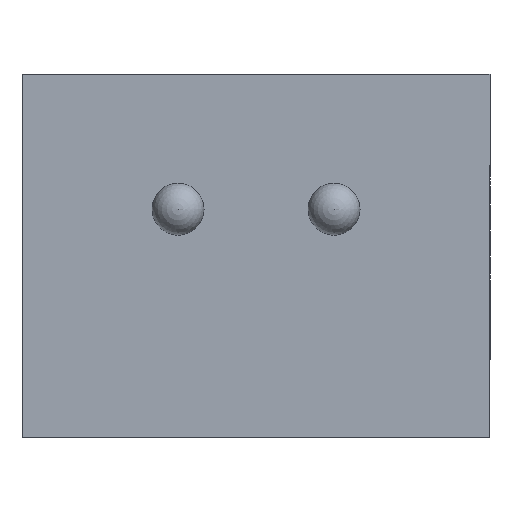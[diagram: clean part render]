
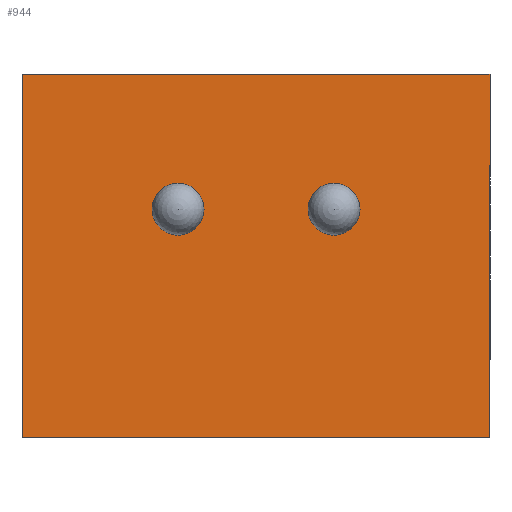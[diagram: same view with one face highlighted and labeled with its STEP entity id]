
A CAD part, front view. The second image highlights one B-rep face of the part: STEP entity #944.
In plain terms, the highlighted planar face has unit normal (0, -1, 0).
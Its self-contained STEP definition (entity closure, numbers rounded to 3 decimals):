
#1 = DIRECTION ( 'NONE',  ( 0., 1., 0. ) ) ;
#31 = AXIS2_PLACEMENT_3D ( 'NONE', #584, #946, #137 ) ;
#83 = EDGE_CURVE ( 'NONE', #196, #1064, #278, .T. ) ;
#99 = DIRECTION ( 'NONE',  ( 0., 1., 0. ) ) ;
#101 = VERTEX_POINT ( 'NONE', #356 ) ;
#110 = EDGE_LOOP ( 'NONE', ( #1143, #238 ) ) ;
#137 = DIRECTION ( 'NONE',  ( 0., 0., 1. ) ) ;
#150 = CARTESIAN_POINT ( 'NONE',  ( 0.75, 0., 0.2 ) ) ;
#158 = LINE ( 'NONE', #772, #817 ) ;
#162 = CARTESIAN_POINT ( 'NONE',  ( -2.25, 0., 1.75 ) ) ;
#164 = VERTEX_POINT ( 'NONE', #856 ) ;
#173 = AXIS2_PLACEMENT_3D ( 'NONE', #191, #99, #808 ) ;
#191 = CARTESIAN_POINT ( 'NONE',  ( -0.75, 0., 0.45 ) ) ;
#195 = CARTESIAN_POINT ( 'NONE',  ( -0.75, 0., 0.2 ) ) ;
#196 = VERTEX_POINT ( 'NONE', #309 ) ;
#214 = DIRECTION ( 'NONE',  ( 0., 0., 1. ) ) ;
#216 = ORIENTED_EDGE ( 'NONE', *, *, #805, .F. ) ;
#226 = CIRCLE ( 'NONE', #1159, 0.25 ) ;
#238 = ORIENTED_EDGE ( 'NONE', *, *, #594, .T. ) ;
#242 = CARTESIAN_POINT ( 'NONE',  ( 2.25, 0., 1.75 ) ) ;
#246 = ORIENTED_EDGE ( 'NONE', *, *, #670, .T. ) ;
#278 = CIRCLE ( 'NONE', #173, 0.25 ) ;
#288 = ORIENTED_EDGE ( 'NONE', *, *, #83, .T. ) ;
#306 = CARTESIAN_POINT ( 'NONE',  ( -2.25, 0., 1.75 ) ) ;
#309 = CARTESIAN_POINT ( 'NONE',  ( -0.75, 0., 0.7 ) ) ;
#341 = DIRECTION ( 'NONE',  ( 0., 0., 1. ) ) ;
#356 = CARTESIAN_POINT ( 'NONE',  ( 2.25, 0., -1.75 ) ) ;
#387 = LINE ( 'NONE', #306, #443 ) ;
#407 = VERTEX_POINT ( 'NONE', #242 ) ;
#430 = LINE ( 'NONE', #503, #630 ) ;
#432 = EDGE_LOOP ( 'NONE', ( #1099, #216, #1013, #871 ) ) ;
#443 = VECTOR ( 'NONE', #765, 1000. ) ;
#444 = FACE_BOUND ( 'NONE', #110, .T. ) ;
#462 = AXIS2_PLACEMENT_3D ( 'NONE', #868, #1, #999 ) ;
#478 = VERTEX_POINT ( 'NONE', #736 ) ;
#503 = CARTESIAN_POINT ( 'NONE',  ( -2.25, 0., -1.75 ) ) ;
#504 = EDGE_LOOP ( 'NONE', ( #288, #246 ) ) ;
#518 = EDGE_CURVE ( 'NONE', #164, #407, #387, .T. ) ;
#527 = DIRECTION ( 'NONE',  ( 0., 1., 0. ) ) ;
#584 = CARTESIAN_POINT ( 'NONE',  ( 0.75, 0., 0.45 ) ) ;
#586 = VECTOR ( 'NONE', #1163, 1000. ) ;
#588 = LINE ( 'NONE', #1068, #586 ) ;
#594 = EDGE_CURVE ( 'NONE', #809, #1051, #226, .T. ) ;
#607 = DIRECTION ( 'NONE',  ( 0., 0., 1. ) ) ;
#612 = EDGE_CURVE ( 'NONE', #1051, #809, #1107, .T. ) ;
#618 = EDGE_CURVE ( 'NONE', #478, #164, #430, .T. ) ;
#630 = VECTOR ( 'NONE', #607, 1000. ) ;
#649 = CIRCLE ( 'NONE', #462, 0.25 ) ;
#670 = EDGE_CURVE ( 'NONE', #1064, #196, #649, .T. ) ;
#675 = CARTESIAN_POINT ( 'NONE',  ( 0.75, 0., 0.7 ) ) ;
#676 = CARTESIAN_POINT ( 'NONE',  ( 0.75, 0., 0.45 ) ) ;
#715 = PLANE ( 'NONE',  #793 ) ;
#736 = CARTESIAN_POINT ( 'NONE',  ( -2.25, 0., -1.75 ) ) ;
#765 = DIRECTION ( 'NONE',  ( 1., 0., 0. ) ) ;
#772 = CARTESIAN_POINT ( 'NONE',  ( -2.25, 0., -1.75 ) ) ;
#788 = DIRECTION ( 'NONE',  ( -1., 0., 0. ) ) ;
#793 = AXIS2_PLACEMENT_3D ( 'NONE', #162, #527, #341 ) ;
#802 = FACE_BOUND ( 'NONE', #504, .T. ) ;
#805 = EDGE_CURVE ( 'NONE', #101, #478, #158, .T. ) ;
#808 = DIRECTION ( 'NONE',  ( 0., 0., 1. ) ) ;
#809 = VERTEX_POINT ( 'NONE', #150 ) ;
#817 = VECTOR ( 'NONE', #788, 1000. ) ;
#856 = CARTESIAN_POINT ( 'NONE',  ( -2.25, 0., 1.75 ) ) ;
#868 = CARTESIAN_POINT ( 'NONE',  ( -0.75, 0., 0.45 ) ) ;
#871 = ORIENTED_EDGE ( 'NONE', *, *, #518, .F. ) ;
#906 = EDGE_CURVE ( 'NONE', #407, #101, #588, .T. ) ;
#944 = ADVANCED_FACE ( 'NONE', ( #444, #802, #977 ), #715, .F. ) ;
#946 = DIRECTION ( 'NONE',  ( 0., 1., 0. ) ) ;
#977 = FACE_OUTER_BOUND ( 'NONE', #432, .T. ) ;
#999 = DIRECTION ( 'NONE',  ( 0., 0., 1. ) ) ;
#1013 = ORIENTED_EDGE ( 'NONE', *, *, #906, .F. ) ;
#1034 = DIRECTION ( 'NONE',  ( 0., 1., 0. ) ) ;
#1051 = VERTEX_POINT ( 'NONE', #675 ) ;
#1064 = VERTEX_POINT ( 'NONE', #195 ) ;
#1068 = CARTESIAN_POINT ( 'NONE',  ( 2.25, 0., -1.75 ) ) ;
#1099 = ORIENTED_EDGE ( 'NONE', *, *, #618, .F. ) ;
#1107 = CIRCLE ( 'NONE', #31, 0.25 ) ;
#1143 = ORIENTED_EDGE ( 'NONE', *, *, #612, .T. ) ;
#1159 = AXIS2_PLACEMENT_3D ( 'NONE', #676, #1034, #214 ) ;
#1163 = DIRECTION ( 'NONE',  ( 0., 0., -1. ) ) ;
